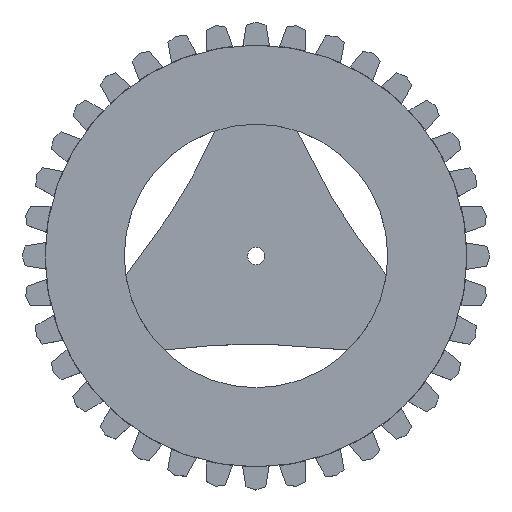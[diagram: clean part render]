
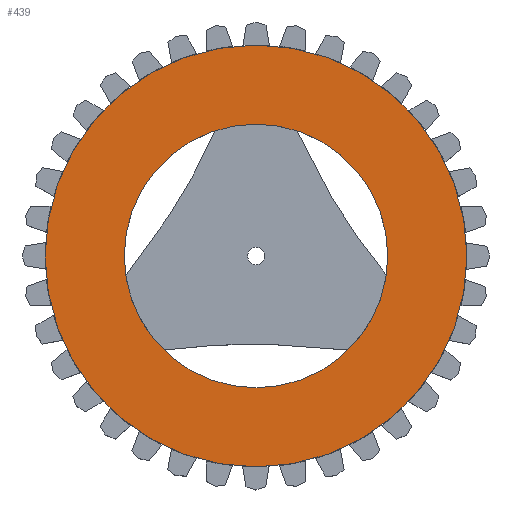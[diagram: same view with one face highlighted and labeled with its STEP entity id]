
A CAD part, top view. The second image highlights one B-rep face of the part: STEP entity #439.
In plain terms, the highlighted planar face has unit normal (0, 0, 1).
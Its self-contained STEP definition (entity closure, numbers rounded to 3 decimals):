
#375=CARTESIAN_POINT('',(-32.02,0.,4.));
#376=VERTEX_POINT('',#375);
#383=CARTESIAN_POINT('',(31.98,-0.,4.));
#384=VERTEX_POINT('',#383);
#385=CARTESIAN_POINT('',(-0.02,0.,4.));
#386=DIRECTION('',(0.,0.,1.));
#387=DIRECTION('',(1.,0.,-0.));
#388=AXIS2_PLACEMENT_3D('',#385,#386,#387);
#389=CIRCLE('',#388,32.);
#390=EDGE_CURVE('',#384,#376,#389,.T.);
#392=CARTESIAN_POINT('',(-0.02,0.,4.));
#393=DIRECTION('',(0.,0.,1.));
#394=DIRECTION('',(1.,0.,-0.));
#395=AXIS2_PLACEMENT_3D('',#392,#393,#394);
#396=CIRCLE('',#395,32.);
#397=EDGE_CURVE('',#376,#384,#396,.T.);
#419=CARTESIAN_POINT('',(0.,0.,4.));
#420=DIRECTION('',(0.,0.,1.));
#421=DIRECTION('',(1.,0.,0.));
#422=AXIS2_PLACEMENT_3D('',#419,#420,#421);
#423=PLANE('',#422);
#424=CARTESIAN_POINT('',(19.98,0.,4.));
#425=VERTEX_POINT('',#424);
#426=CARTESIAN_POINT('',(-0.02,0.,4.));
#427=DIRECTION('',(0.,0.,1.));
#428=DIRECTION('',(1.,0.,-0.));
#429=AXIS2_PLACEMENT_3D('',#426,#427,#428);
#430=CIRCLE('',#429,20.);
#431=EDGE_CURVE('',#425,#425,#430,.T.);
#432=ORIENTED_EDGE('',*,*,#431,.F.);
#433=EDGE_LOOP('',(#432));
#434=FACE_BOUND('',#433,.T.);
#435=ORIENTED_EDGE('',*,*,#390,.T.);
#436=ORIENTED_EDGE('',*,*,#397,.T.);
#437=EDGE_LOOP('',(#435,#436));
#438=FACE_BOUND('',#437,.T.);
#439=ADVANCED_FACE('',(#434,#438),#423,.T.);
